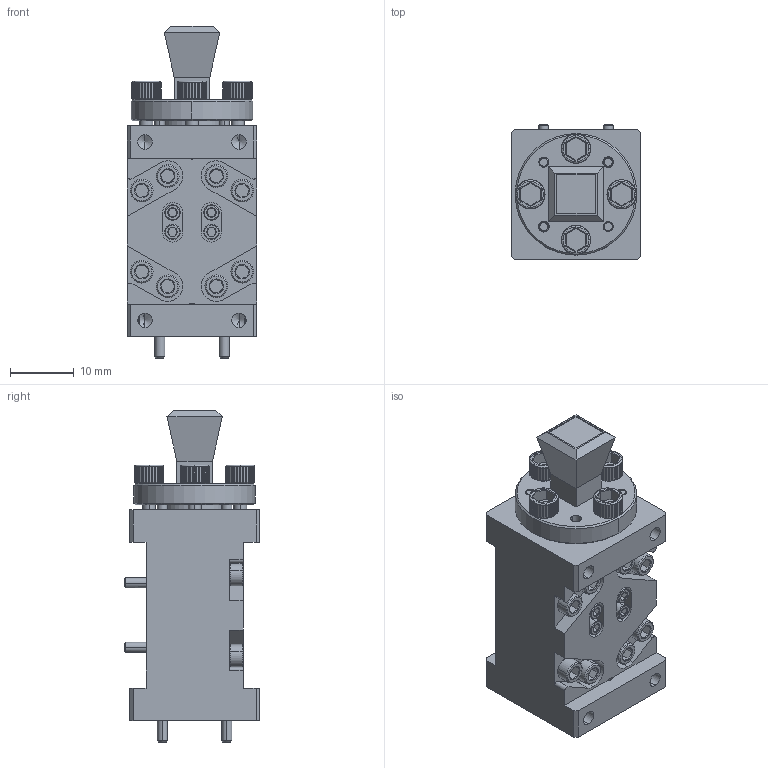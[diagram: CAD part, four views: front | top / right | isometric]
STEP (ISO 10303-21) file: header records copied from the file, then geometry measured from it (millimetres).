
FILE_DESCRIPTION (( 'STEP AP203' ), '1' );
FILE_NAME ('SAR-1532-100-S2-DP, Defeatured.STEP', '2021-07-17T00:30:35', ( '' ), ( '' ), 'SwSTEP 2.0', 'SolidWorks 2021', '' );
FILE_SCHEMA (( 'CONFIG_CONTROL_DESIGN' ));
Length unit declared in the file: inch
Products named in the file (1): SAR-1532-100-S2-DP, Defeatured
Bounding box: 20.32 x 21.15 x 52.03 mm (x, y, z)
Volume: 12025.8 mm3; surface area: 6544.3 mm2
Topology: 7 solids, 9 shells, 1213 faces, 3070 edges, 1915 vertices
Faces by surface type: plane 625, cylinder 338, cone 242, torus 8
Entity records: 37235 total; most frequent: CARTESIAN_POINT 9216, ORIENTED_EDGE 6052, DIRECTION 5485, EDGE_CURVE 3026, AXIS2_PLACEMENT_3D 2096, VERTEX_POINT 1915, EDGE_LOOP 1317, LINE 1293
